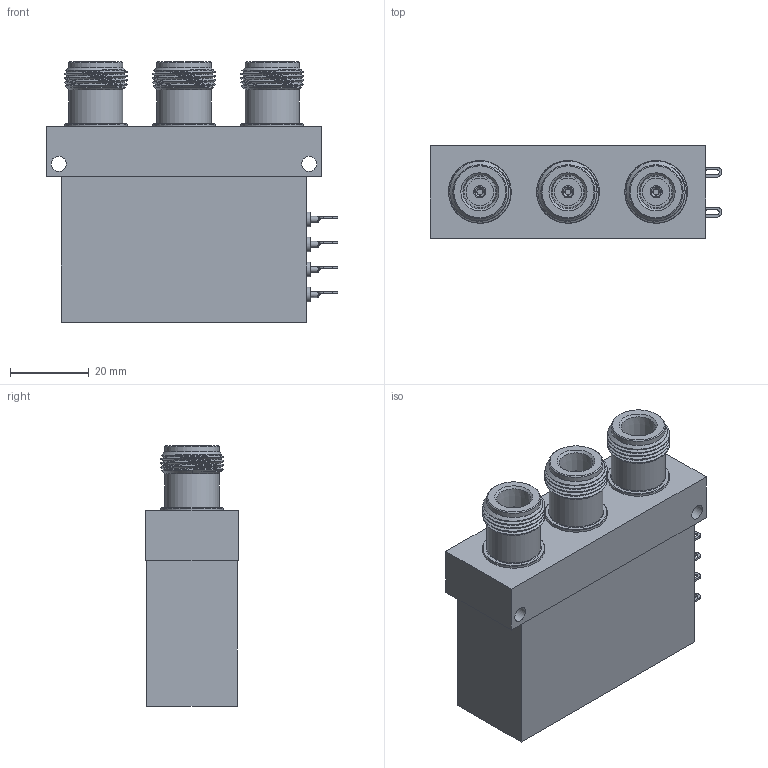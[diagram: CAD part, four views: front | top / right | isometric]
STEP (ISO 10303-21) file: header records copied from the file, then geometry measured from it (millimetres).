
FILE_DESCRIPTION (( 'STEP AP214' ), '1' );
FILE_NAME ('PE71S6425_3D.STEP', '2022-02-24T18:28:10', ( '' ), ( '' ), 'SwSTEP 2.0', 'SolidWorks 2021', '' );
FILE_SCHEMA (( 'AUTOMOTIVE_DESIGN' ));
Length unit declared in the file: inch
Products named in the file (1): PE71S6425_3D
Bounding box: 73.91 x 23.5 x 66.09 mm (x, y, z)
Volume: 79210.7 mm3; surface area: 16550.2 mm2
Topology: 1 solids, 1 shells, 589 faces, 1566 edges, 1029 vertices
Faces by surface type: plane 282, bspline 156, cylinder 118, cone 33
Full cylindrical faces by diameter (mm): 1.524 x10, 1.732 x7, 3.048 x3, 3.759 x7, 3.861 x2, 6.985 x3, 13.716 x6, 15.875 x3
Entity records: 27968 total; most frequent: CARTESIAN_POINT 15009, ORIENTED_EDGE 2928, DIRECTION 2122, EDGE_CURVE 1464, VERTEX_POINT 1000, EDGE_LOOP 730, VECTOR 716, LINE 716
